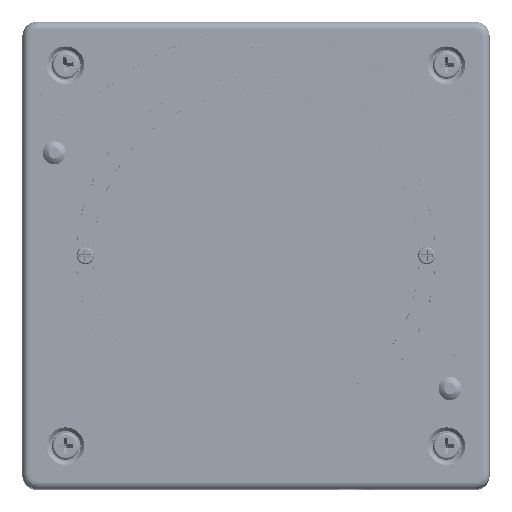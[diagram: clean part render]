
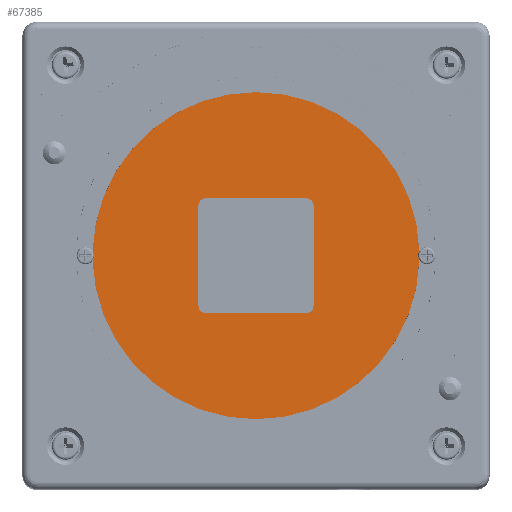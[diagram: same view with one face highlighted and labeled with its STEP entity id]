
A CAD part, top view. The second image highlights one B-rep face of the part: STEP entity #67385.
In plain terms, the highlighted planar face has unit normal (0, 0, 1).
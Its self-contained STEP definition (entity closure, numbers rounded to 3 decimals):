
#894=FACE_BOUND('',#11285,.T.);
#1951=CIRCLE('',#70641,22.75);
#1952=CIRCLE('',#70642,22.75);
#2836=CIRCLE('',#72310,1.);
#2837=CIRCLE('',#72311,1.);
#2838=CIRCLE('',#72312,1.);
#2839=CIRCLE('',#72313,1.);
#7370=FACE_OUTER_BOUND('',#11284,.T.);
#11284=EDGE_LOOP('',(#47971,#47972));
#11285=EDGE_LOOP('',(#47973,#47974,#47975,#47976,#47977,#47978,#47979,#47980));
#17514=LINE('',#108952,#22652);
#17515=LINE('',#108956,#22653);
#17516=LINE('',#108960,#22654);
#17517=LINE('',#108964,#22655);
#22652=VECTOR('',#82928,10.);
#22653=VECTOR('',#82931,10.);
#22654=VECTOR('',#82934,10.);
#22655=VECTOR('',#82937,10.);
#26683=VERTEX_POINT('',#104603);
#26684=VERTEX_POINT('',#104605);
#28103=VERTEX_POINT('',#108950);
#28104=VERTEX_POINT('',#108951);
#28105=VERTEX_POINT('',#108953);
#28106=VERTEX_POINT('',#108955);
#28107=VERTEX_POINT('',#108957);
#28108=VERTEX_POINT('',#108959);
#28109=VERTEX_POINT('',#108961);
#28110=VERTEX_POINT('',#108963);
#33411=EDGE_CURVE('',#26684,#26683,#1951,.T.);
#33412=EDGE_CURVE('',#26683,#26684,#1952,.T.);
#35548=EDGE_CURVE('',#28103,#28104,#17514,.T.);
#35549=EDGE_CURVE('',#28105,#28104,#2836,.T.);
#35550=EDGE_CURVE('',#28105,#28106,#17515,.T.);
#35551=EDGE_CURVE('',#28107,#28106,#2837,.T.);
#35552=EDGE_CURVE('',#28107,#28108,#17516,.T.);
#35553=EDGE_CURVE('',#28109,#28108,#2838,.T.);
#35554=EDGE_CURVE('',#28109,#28110,#17517,.T.);
#35555=EDGE_CURVE('',#28103,#28110,#2839,.T.);
#47971=ORIENTED_EDGE('',*,*,#33411,.T.);
#47972=ORIENTED_EDGE('',*,*,#33412,.T.);
#47973=ORIENTED_EDGE('',*,*,#35548,.T.);
#47974=ORIENTED_EDGE('',*,*,#35549,.F.);
#47975=ORIENTED_EDGE('',*,*,#35550,.T.);
#47976=ORIENTED_EDGE('',*,*,#35551,.F.);
#47977=ORIENTED_EDGE('',*,*,#35552,.T.);
#47978=ORIENTED_EDGE('',*,*,#35553,.F.);
#47979=ORIENTED_EDGE('',*,*,#35554,.T.);
#47980=ORIENTED_EDGE('',*,*,#35555,.F.);
#61048=PLANE('',#72309);
#67385=ADVANCED_FACE('',(#7370,#894),#61048,.T.);
#70641=AXIS2_PLACEMENT_3D('',#104606,#78340,#78341);
#70642=AXIS2_PLACEMENT_3D('',#104607,#78342,#78343);
#72309=AXIS2_PLACEMENT_3D('',#108949,#82926,#82927);
#72310=AXIS2_PLACEMENT_3D('',#108954,#82929,#82930);
#72311=AXIS2_PLACEMENT_3D('',#108958,#82932,#82933);
#72312=AXIS2_PLACEMENT_3D('',#108962,#82935,#82936);
#72313=AXIS2_PLACEMENT_3D('',#108965,#82938,#82939);
#78340=DIRECTION('center_axis',(0.,0.,1.));
#78341=DIRECTION('ref_axis',(1.,0.,0.));
#78342=DIRECTION('center_axis',(0.,0.,1.));
#78343=DIRECTION('ref_axis',(1.,0.,0.));
#82926=DIRECTION('center_axis',(0.,0.,
1.));
#82927=DIRECTION('ref_axis',(1.,0.,0.));
#82928=DIRECTION('',(1.,0.,0.));
#82929=DIRECTION('center_axis',(0.,0.,
1.));
#82930=DIRECTION('ref_axis',(0.707,0.707,0.));
#82931=DIRECTION('',(0.,-1.,0.));
#82932=DIRECTION('center_axis',(0.,0.,
1.));
#82933=DIRECTION('ref_axis',(0.707,-0.707,0.));
#82934=DIRECTION('',(-1.,0.,0.));
#82935=DIRECTION('center_axis',(0.,0.,
1.));
#82936=DIRECTION('ref_axis',(-0.707,-0.707,0.));
#82937=DIRECTION('',(0.,1.,0.));
#82938=DIRECTION('center_axis',(0.,0.,
1.));
#82939=DIRECTION('ref_axis',(-0.707,0.707,0.));
#104603=CARTESIAN_POINT('',(-22.75,0.,25.4));
#104605=CARTESIAN_POINT('',(22.75,0.,25.4));
#104606=CARTESIAN_POINT('Origin',(0.,0.,25.4));
#104607=CARTESIAN_POINT('Origin',(0.,0.,25.4));
#108949=CARTESIAN_POINT('Origin',(0.,0.,
25.4));
#108950=CARTESIAN_POINT('',(-7.,8.,25.4));
#108951=CARTESIAN_POINT('',(7.,8.,25.4));
#108952=CARTESIAN_POINT('',(-8.,8.,25.4));
#108953=CARTESIAN_POINT('',(8.,7.,25.4));
#108954=CARTESIAN_POINT('Origin',(7.,7.,25.4));
#108955=CARTESIAN_POINT('',(8.,-7.,25.4));
#108956=CARTESIAN_POINT('',(8.,8.,25.4));
#108957=CARTESIAN_POINT('',(7.,-8.,25.4));
#108958=CARTESIAN_POINT('Origin',(7.,-7.,25.4));
#108959=CARTESIAN_POINT('',(-7.,-8.,25.4));
#108960=CARTESIAN_POINT('',(8.,-8.,25.4));
#108961=CARTESIAN_POINT('',(-8.,-7.,25.4));
#108962=CARTESIAN_POINT('Origin',(-7.,-7.,25.4));
#108963=CARTESIAN_POINT('',(-8.,7.,25.4));
#108964=CARTESIAN_POINT('',(-8.,-8.,25.4));
#108965=CARTESIAN_POINT('Origin',(-7.,7.,25.4));
